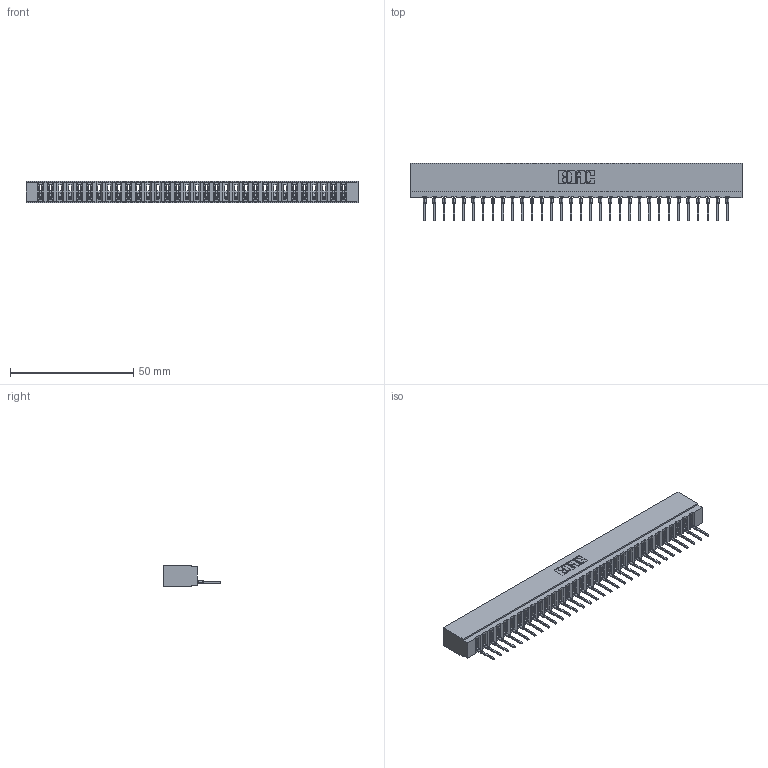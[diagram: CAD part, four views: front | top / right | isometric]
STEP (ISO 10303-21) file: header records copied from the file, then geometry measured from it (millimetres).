
FILE_DESCRIPTION (( 'STEP AP203' ), '1' );
FILE_NAME ('717-032-522-101.STEP', '2026-02-20T21:30:49', ( '' ), ( '' ), 'SwSTEP 2.0', 'SolidWorks 2023', '' );
FILE_SCHEMA (( 'CONFIG_CONTROL_DESIGN' ));
Length unit declared in the file: millimetre
Products named in the file (3): 717 Part_Insulator Option - 06; 745-292-001_522; 717-032-522-101
Assembly tree (33 placements, depth 2):
  717-032-522-101
    717 Part_Insulator Option - 06
    745-292-001_522  x32
Bounding box: 134.67 x 23.48 x 8.89 mm (x, y, z)
Volume: 11430.7 mm3; surface area: 16019.9 mm2
Topology: 33 solids, 33 shells, 3710 faces, 10203 edges, 6438 vertices
Faces by surface type: plane 2230, cylinder 648, bspline 640, torus 192
Entity records: 55201 total; most frequent: CARTESIAN_POINT 10233, ORIENTED_EDGE 9680, DIRECTION 8396, EDGE_CURVE 4840, LINE 4466, VECTOR 4466, VERTEX_POINT 3090, AXIS2_PLACEMENT_3D 1965
